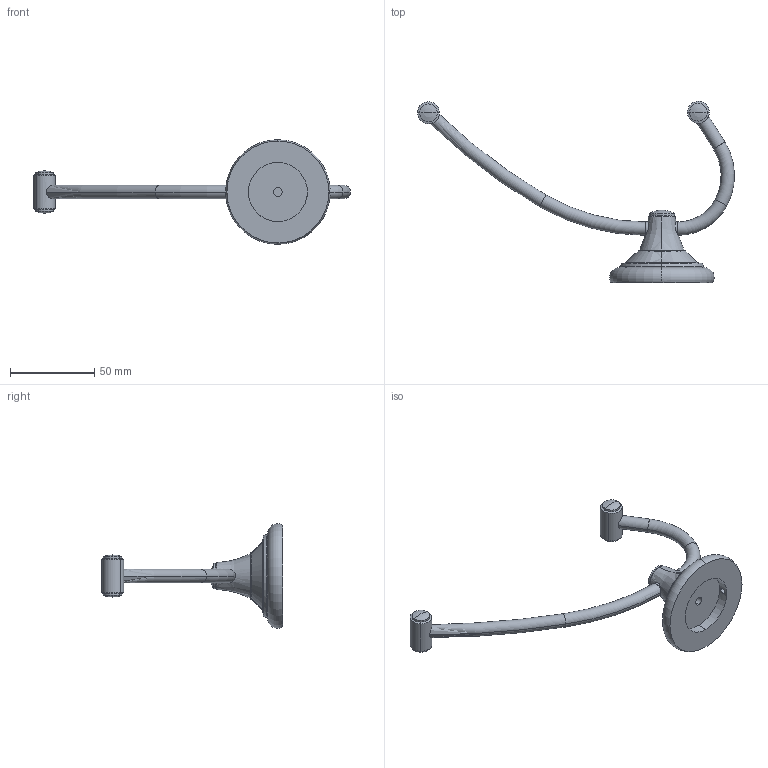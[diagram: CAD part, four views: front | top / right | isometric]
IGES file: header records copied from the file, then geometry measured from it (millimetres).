
Global section: file name: No Iges File Name specified; native system: Autodesk Inventor 2010; preprocessor: AutoDesk Inventor Iges Exporter R2010; author: adaniels; date: 20101101.083248; units: millimetre
Bounding box: 187.88 x 107.5 x 62 mm (x, y, z)
Volume: 52495.7 mm3; surface area: 18811.2 mm2
Topology: 1 solids, 1 shells, 84 faces, 221 edges, 140 vertices
Faces by surface type: bspline 31, torus 18, cylinder 14, sphere 9, revolution 7, plane 5
